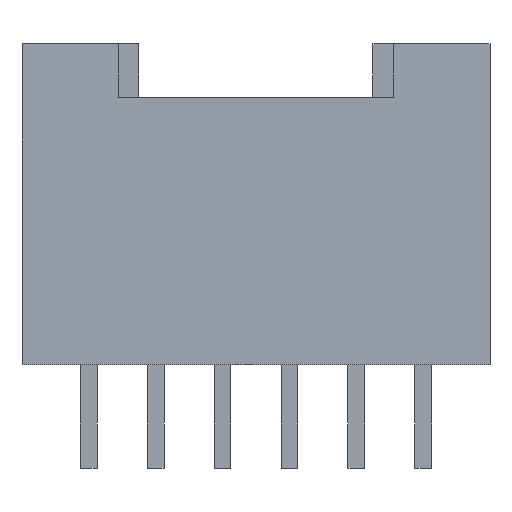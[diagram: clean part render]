
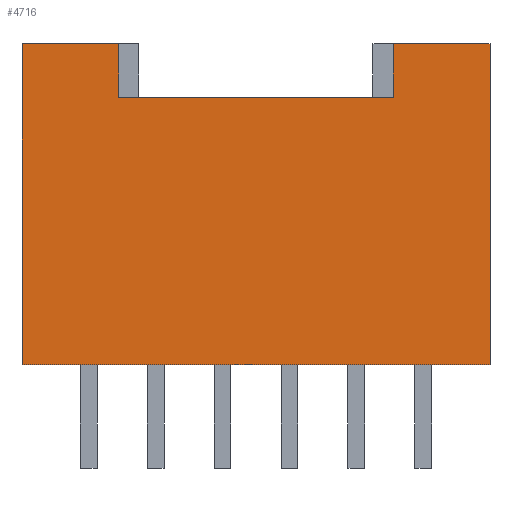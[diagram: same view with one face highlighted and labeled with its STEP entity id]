
A CAD part, front view. The second image highlights one B-rep face of the part: STEP entity #4716.
In plain terms, the highlighted planar face has unit normal (0, -1, 0).
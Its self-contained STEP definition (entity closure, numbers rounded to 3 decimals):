
#100 = PLANE('',#101);
#101 = AXIS2_PLACEMENT_3D('',#102,#103,#104);
#102 = CARTESIAN_POINT('',(-4.1,-3.4,8.));
#103 = DIRECTION('',(0.,0.,-1.));
#104 = DIRECTION('',(0.,-1.,0.));
#187 = PLANE('',#188);
#188 = AXIS2_PLACEMENT_3D('',#189,#190,#191);
#189 = CARTESIAN_POINT('',(4.1,-3.4,9.6));
#190 = DIRECTION('',(1.,0.,0.));
#191 = DIRECTION('',(0.,1.,0.));
#215 = PLANE('',#216);
#216 = AXIS2_PLACEMENT_3D('',#217,#218,#219);
#217 = CARTESIAN_POINT('',(-7.,4.15,9.6));
#218 = DIRECTION('',(0.,0.,-1.));
#219 = DIRECTION('',(0.,-1.,0.));
#443 = PLANE('',#444);
#444 = AXIS2_PLACEMENT_3D('',#445,#446,#447);
#445 = CARTESIAN_POINT('',(-7.,1.6,0.));
#446 = DIRECTION('',(0.,0.,1.));
#447 = DIRECTION('',(0.,1.,0.));
#1124 = VERTEX_POINT('',#1125);
#1125 = CARTESIAN_POINT('',(7.,-4.15,0.));
#1139 = PLANE('',#1140);
#1140 = AXIS2_PLACEMENT_3D('',#1141,#1142,#1143);
#1141 = CARTESIAN_POINT('',(7.,4.15,9.6));
#1142 = DIRECTION('',(-1.,0.,0.));
#1143 = DIRECTION('',(0.,-1.,0.));
#1151 = EDGE_CURVE('',#1152,#1124,#1154,.T.);
#1152 = VERTEX_POINT('',#1153);
#1153 = CARTESIAN_POINT('',(-7.,-4.15,0.));
#1154 = SURFACE_CURVE('',#1155,(#1159,#1166),.PCURVE_S1.);
#1155 = LINE('',#1156,#1157);
#1156 = CARTESIAN_POINT('',(-7.,-4.15,0.));
#1157 = VECTOR('',#1158,1.);
#1158 = DIRECTION('',(1.,0.,0.));
#1159 = PCURVE('',#443,#1160);
#1160 = DEFINITIONAL_REPRESENTATION('',(#1161),#1165);
#1161 = LINE('',#1162,#1163);
#1162 = CARTESIAN_POINT('',(-5.75,0.));
#1163 = VECTOR('',#1164,1.);
#1164 = DIRECTION('',(0.,-1.));
#1165 = ( GEOMETRIC_REPRESENTATION_CONTEXT(2) 
PARAMETRIC_REPRESENTATION_CONTEXT() REPRESENTATION_CONTEXT('2D SPACE',''
  ) );
#1166 = PCURVE('',#1167,#1172);
#1167 = PLANE('',#1168);
#1168 = AXIS2_PLACEMENT_3D('',#1169,#1170,#1171);
#1169 = CARTESIAN_POINT('',(-7.,-4.15,9.6));
#1170 = DIRECTION('',(0.,1.,0.));
#1171 = DIRECTION('',(-1.,0.,0.));
#1172 = DEFINITIONAL_REPRESENTATION('',(#1173),#1177);
#1173 = LINE('',#1174,#1175);
#1174 = CARTESIAN_POINT('',(0.,-9.6));
#1175 = VECTOR('',#1176,1.);
#1176 = DIRECTION('',(-1.,0.));
#1177 = ( GEOMETRIC_REPRESENTATION_CONTEXT(2) 
PARAMETRIC_REPRESENTATION_CONTEXT() REPRESENTATION_CONTEXT('2D SPACE',''
  ) );
#1195 = PLANE('',#1196);
#1196 = AXIS2_PLACEMENT_3D('',#1197,#1198,#1199);
#1197 = CARTESIAN_POINT('',(-7.,4.15,9.6));
#1198 = DIRECTION('',(-1.,0.,0.));
#1199 = DIRECTION('',(0.,-1.,0.));
#2678 = PLANE('',#2679);
#2679 = AXIS2_PLACEMENT_3D('',#2680,#2681,#2682);
#2680 = CARTESIAN_POINT('',(-4.1,-3.4,9.6));
#2681 = DIRECTION('',(-1.,0.,0.));
#2682 = DIRECTION('',(0.,-1.,0.));
#3657 = PLANE('',#3658);
#3658 = AXIS2_PLACEMENT_3D('',#3659,#3660,#3661);
#3659 = CARTESIAN_POINT('',(-7.,4.15,9.6));
#3660 = DIRECTION('',(0.,0.,-1.));
#3661 = DIRECTION('',(0.,-1.,0.));
#3728 = VERTEX_POINT('',#3729);
#3729 = CARTESIAN_POINT('',(-7.,-4.15,9.6));
#3750 = EDGE_CURVE('',#3728,#3751,#3753,.T.);
#3751 = VERTEX_POINT('',#3752);
#3752 = CARTESIAN_POINT('',(-4.1,-4.15,9.6));
#3753 = SURFACE_CURVE('',#3754,(#3758,#3765),.PCURVE_S1.);
#3754 = LINE('',#3755,#3756);
#3755 = CARTESIAN_POINT('',(-7.,-4.15,9.6));
#3756 = VECTOR('',#3757,1.);
#3757 = DIRECTION('',(1.,0.,0.));
#3758 = PCURVE('',#3657,#3759);
#3759 = DEFINITIONAL_REPRESENTATION('',(#3760),#3764);
#3760 = LINE('',#3761,#3762);
#3761 = CARTESIAN_POINT('',(8.3,0.));
#3762 = VECTOR('',#3763,1.);
#3763 = DIRECTION('',(0.,-1.));
#3764 = ( GEOMETRIC_REPRESENTATION_CONTEXT(2) 
PARAMETRIC_REPRESENTATION_CONTEXT() REPRESENTATION_CONTEXT('2D SPACE',''
  ) );
#3765 = PCURVE('',#1167,#3766);
#3766 = DEFINITIONAL_REPRESENTATION('',(#3767),#3771);
#3767 = LINE('',#3768,#3769);
#3768 = CARTESIAN_POINT('',(0.,0.));
#3769 = VECTOR('',#3770,1.);
#3770 = DIRECTION('',(-1.,0.));
#3771 = ( GEOMETRIC_REPRESENTATION_CONTEXT(2) 
PARAMETRIC_REPRESENTATION_CONTEXT() REPRESENTATION_CONTEXT('2D SPACE',''
  ) );
#4716 = ADVANCED_FACE('',(#4717),#1167,.F.);
#4717 = FACE_BOUND('',#4718,.T.);
#4718 = EDGE_LOOP('',(#4719,#4744,#4765,#4766,#4787,#4788,#4811,#4834));
#4719 = ORIENTED_EDGE('',*,*,#4720,.F.);
#4720 = EDGE_CURVE('',#4721,#4723,#4725,.T.);
#4721 = VERTEX_POINT('',#4722);
#4722 = CARTESIAN_POINT('',(-4.1,-4.15,8.));
#4723 = VERTEX_POINT('',#4724);
#4724 = CARTESIAN_POINT('',(4.1,-4.15,8.));
#4725 = SURFACE_CURVE('',#4726,(#4730,#4737),.PCURVE_S1.);
#4726 = LINE('',#4727,#4728);
#4727 = CARTESIAN_POINT('',(-4.1,-4.15,8.));
#4728 = VECTOR('',#4729,1.);
#4729 = DIRECTION('',(1.,0.,0.));
#4730 = PCURVE('',#1167,#4731);
#4731 = DEFINITIONAL_REPRESENTATION('',(#4732),#4736);
#4732 = LINE('',#4733,#4734);
#4733 = CARTESIAN_POINT('',(-2.9,-1.6));
#4734 = VECTOR('',#4735,1.);
#4735 = DIRECTION('',(-1.,0.));
#4736 = ( GEOMETRIC_REPRESENTATION_CONTEXT(2) 
PARAMETRIC_REPRESENTATION_CONTEXT() REPRESENTATION_CONTEXT('2D SPACE',''
  ) );
#4737 = PCURVE('',#100,#4738);
#4738 = DEFINITIONAL_REPRESENTATION('',(#4739),#4743);
#4739 = LINE('',#4740,#4741);
#4740 = CARTESIAN_POINT('',(0.75,0.));
#4741 = VECTOR('',#4742,1.);
#4742 = DIRECTION('',(0.,-1.));
#4743 = ( GEOMETRIC_REPRESENTATION_CONTEXT(2) 
PARAMETRIC_REPRESENTATION_CONTEXT() REPRESENTATION_CONTEXT('2D SPACE',''
  ) );
#4744 = ORIENTED_EDGE('',*,*,#4745,.F.);
#4745 = EDGE_CURVE('',#3751,#4721,#4746,.T.);
#4746 = SURFACE_CURVE('',#4747,(#4751,#4758),.PCURVE_S1.);
#4747 = LINE('',#4748,#4749);
#4748 = CARTESIAN_POINT('',(-4.1,-4.15,9.6));
#4749 = VECTOR('',#4750,1.);
#4750 = DIRECTION('',(0.,0.,-1.));
#4751 = PCURVE('',#1167,#4752);
#4752 = DEFINITIONAL_REPRESENTATION('',(#4753),#4757);
#4753 = LINE('',#4754,#4755);
#4754 = CARTESIAN_POINT('',(-2.9,0.));
#4755 = VECTOR('',#4756,1.);
#4756 = DIRECTION('',(0.,-1.));
#4757 = ( GEOMETRIC_REPRESENTATION_CONTEXT(2) 
PARAMETRIC_REPRESENTATION_CONTEXT() REPRESENTATION_CONTEXT('2D SPACE',''
  ) );
#4758 = PCURVE('',#2678,#4759);
#4759 = DEFINITIONAL_REPRESENTATION('',(#4760),#4764);
#4760 = LINE('',#4761,#4762);
#4761 = CARTESIAN_POINT('',(0.75,0.));
#4762 = VECTOR('',#4763,1.);
#4763 = DIRECTION('',(0.,-1.));
#4764 = ( GEOMETRIC_REPRESENTATION_CONTEXT(2) 
PARAMETRIC_REPRESENTATION_CONTEXT() REPRESENTATION_CONTEXT('2D SPACE',''
  ) );
#4765 = ORIENTED_EDGE('',*,*,#3750,.F.);
#4766 = ORIENTED_EDGE('',*,*,#4767,.F.);
#4767 = EDGE_CURVE('',#1152,#3728,#4768,.T.);
#4768 = SURFACE_CURVE('',#4769,(#4773,#4780),.PCURVE_S1.);
#4769 = LINE('',#4770,#4771);
#4770 = CARTESIAN_POINT('',(-7.,-4.15,9.6));
#4771 = VECTOR('',#4772,1.);
#4772 = DIRECTION('',(0.,0.,1.));
#4773 = PCURVE('',#1167,#4774);
#4774 = DEFINITIONAL_REPRESENTATION('',(#4775),#4779);
#4775 = LINE('',#4776,#4777);
#4776 = CARTESIAN_POINT('',(0.,0.));
#4777 = VECTOR('',#4778,1.);
#4778 = DIRECTION('',(0.,1.));
#4779 = ( GEOMETRIC_REPRESENTATION_CONTEXT(2) 
PARAMETRIC_REPRESENTATION_CONTEXT() REPRESENTATION_CONTEXT('2D SPACE',''
  ) );
#4780 = PCURVE('',#1195,#4781);
#4781 = DEFINITIONAL_REPRESENTATION('',(#4782),#4786);
#4782 = LINE('',#4783,#4784);
#4783 = CARTESIAN_POINT('',(8.3,0.));
#4784 = VECTOR('',#4785,1.);
#4785 = DIRECTION('',(0.,1.));
#4786 = ( GEOMETRIC_REPRESENTATION_CONTEXT(2) 
PARAMETRIC_REPRESENTATION_CONTEXT() REPRESENTATION_CONTEXT('2D SPACE',''
  ) );
#4787 = ORIENTED_EDGE('',*,*,#1151,.T.);
#4788 = ORIENTED_EDGE('',*,*,#4789,.T.);
#4789 = EDGE_CURVE('',#1124,#4790,#4792,.T.);
#4790 = VERTEX_POINT('',#4791);
#4791 = CARTESIAN_POINT('',(7.,-4.15,9.6));
#4792 = SURFACE_CURVE('',#4793,(#4797,#4804),.PCURVE_S1.);
#4793 = LINE('',#4794,#4795);
#4794 = CARTESIAN_POINT('',(7.,-4.15,9.6));
#4795 = VECTOR('',#4796,1.);
#4796 = DIRECTION('',(0.,0.,1.));
#4797 = PCURVE('',#1167,#4798);
#4798 = DEFINITIONAL_REPRESENTATION('',(#4799),#4803);
#4799 = LINE('',#4800,#4801);
#4800 = CARTESIAN_POINT('',(-14.,0.));
#4801 = VECTOR('',#4802,1.);
#4802 = DIRECTION('',(0.,1.));
#4803 = ( GEOMETRIC_REPRESENTATION_CONTEXT(2) 
PARAMETRIC_REPRESENTATION_CONTEXT() REPRESENTATION_CONTEXT('2D SPACE',''
  ) );
#4804 = PCURVE('',#1139,#4805);
#4805 = DEFINITIONAL_REPRESENTATION('',(#4806),#4810);
#4806 = LINE('',#4807,#4808);
#4807 = CARTESIAN_POINT('',(8.3,0.));
#4808 = VECTOR('',#4809,1.);
#4809 = DIRECTION('',(0.,1.));
#4810 = ( GEOMETRIC_REPRESENTATION_CONTEXT(2) 
PARAMETRIC_REPRESENTATION_CONTEXT() REPRESENTATION_CONTEXT('2D SPACE',''
  ) );
#4811 = ORIENTED_EDGE('',*,*,#4812,.F.);
#4812 = EDGE_CURVE('',#4813,#4790,#4815,.T.);
#4813 = VERTEX_POINT('',#4814);
#4814 = CARTESIAN_POINT('',(4.1,-4.15,9.6));
#4815 = SURFACE_CURVE('',#4816,(#4820,#4827),.PCURVE_S1.);
#4816 = LINE('',#4817,#4818);
#4817 = CARTESIAN_POINT('',(-7.,-4.15,9.6));
#4818 = VECTOR('',#4819,1.);
#4819 = DIRECTION('',(1.,0.,0.));
#4820 = PCURVE('',#1167,#4821);
#4821 = DEFINITIONAL_REPRESENTATION('',(#4822),#4826);
#4822 = LINE('',#4823,#4824);
#4823 = CARTESIAN_POINT('',(0.,0.));
#4824 = VECTOR('',#4825,1.);
#4825 = DIRECTION('',(-1.,0.));
#4826 = ( GEOMETRIC_REPRESENTATION_CONTEXT(2) 
PARAMETRIC_REPRESENTATION_CONTEXT() REPRESENTATION_CONTEXT('2D SPACE',''
  ) );
#4827 = PCURVE('',#215,#4828);
#4828 = DEFINITIONAL_REPRESENTATION('',(#4829),#4833);
#4829 = LINE('',#4830,#4831);
#4830 = CARTESIAN_POINT('',(8.3,0.));
#4831 = VECTOR('',#4832,1.);
#4832 = DIRECTION('',(0.,-1.));
#4833 = ( GEOMETRIC_REPRESENTATION_CONTEXT(2) 
PARAMETRIC_REPRESENTATION_CONTEXT() REPRESENTATION_CONTEXT('2D SPACE',''
  ) );
#4834 = ORIENTED_EDGE('',*,*,#4835,.F.);
#4835 = EDGE_CURVE('',#4723,#4813,#4836,.T.);
#4836 = SURFACE_CURVE('',#4837,(#4841,#4848),.PCURVE_S1.);
#4837 = LINE('',#4838,#4839);
#4838 = CARTESIAN_POINT('',(4.1,-4.15,9.6));
#4839 = VECTOR('',#4840,1.);
#4840 = DIRECTION('',(0.,0.,1.));
#4841 = PCURVE('',#1167,#4842);
#4842 = DEFINITIONAL_REPRESENTATION('',(#4843),#4847);
#4843 = LINE('',#4844,#4845);
#4844 = CARTESIAN_POINT('',(-11.1,0.));
#4845 = VECTOR('',#4846,1.);
#4846 = DIRECTION('',(0.,1.));
#4847 = ( GEOMETRIC_REPRESENTATION_CONTEXT(2) 
PARAMETRIC_REPRESENTATION_CONTEXT() REPRESENTATION_CONTEXT('2D SPACE',''
  ) );
#4848 = PCURVE('',#187,#4849);
#4849 = DEFINITIONAL_REPRESENTATION('',(#4850),#4854);
#4850 = LINE('',#4851,#4852);
#4851 = CARTESIAN_POINT('',(-0.75,0.));
#4852 = VECTOR('',#4853,1.);
#4853 = DIRECTION('',(0.,1.));
#4854 = ( GEOMETRIC_REPRESENTATION_CONTEXT(2) 
PARAMETRIC_REPRESENTATION_CONTEXT() REPRESENTATION_CONTEXT('2D SPACE',''
  ) );
